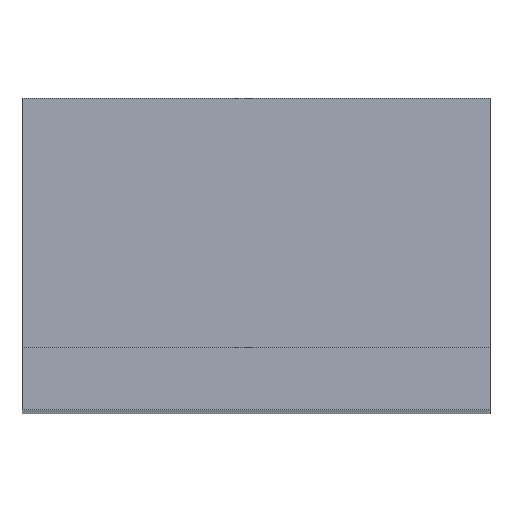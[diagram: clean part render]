
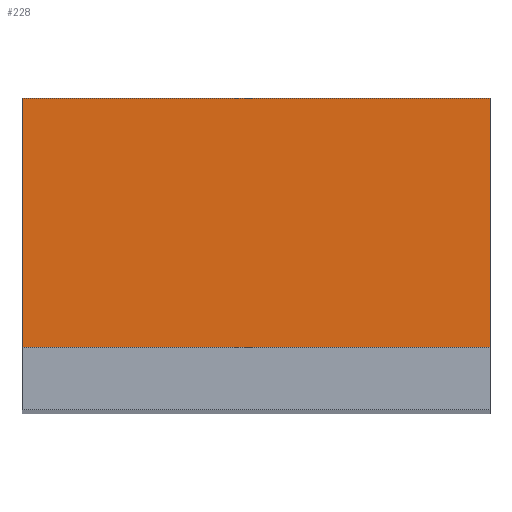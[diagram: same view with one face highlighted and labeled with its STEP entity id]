
A CAD part, top view. The second image highlights one B-rep face of the part: STEP entity #228.
In plain terms, the highlighted planar face has unit normal (0, 0, 1).
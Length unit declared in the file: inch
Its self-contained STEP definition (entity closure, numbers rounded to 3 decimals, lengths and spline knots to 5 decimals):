
#20=PLANE('',#258);
#32=FACE_OUTER_BOUND('',#44,.T.);
#44=EDGE_LOOP('',(#175,#176,#177,#178));
#63=LINE('',#352,#89);
#64=LINE('',#354,#90);
#65=LINE('',#356,#91);
#66=LINE('',#357,#92);
#89=VECTOR('',#291,0.3937);
#90=VECTOR('',#292,0.3937);
#91=VECTOR('',#293,0.3937);
#92=VECTOR('',#294,0.3937);
#121=VERTEX_POINT('',#350);
#122=VERTEX_POINT('',#351);
#123=VERTEX_POINT('',#353);
#124=VERTEX_POINT('',#355);
#143=EDGE_CURVE('',#121,#122,#63,.T.);
#144=EDGE_CURVE('',#121,#123,#64,.T.);
#145=EDGE_CURVE('',#124,#123,#65,.T.);
#146=EDGE_CURVE('',#122,#124,#66,.T.);
#175=ORIENTED_EDGE('',*,*,#143,.F.);
#176=ORIENTED_EDGE('',*,*,#144,.T.);
#177=ORIENTED_EDGE('',*,*,#145,.F.);
#178=ORIENTED_EDGE('',*,*,#146,.F.);
#228=ADVANCED_FACE('',(#32),#20,.T.);
#258=AXIS2_PLACEMENT_3D('',#349,#289,#290);
#289=DIRECTION('center_axis',(0.,0.,1.));
#290=DIRECTION('ref_axis',(1.,0.,0.));
#291=DIRECTION('',(-1.,0.,0.));
#292=DIRECTION('',(0.,1.,0.));
#293=DIRECTION('',(1.,0.,0.));
#294=DIRECTION('',(0.,1.,0.));
#349=CARTESIAN_POINT('Origin',(0.,0.1,-0.375));
#350=CARTESIAN_POINT('',(0.75,0.1,-0.375));
#351=CARTESIAN_POINT('',(0.,0.1,-0.375));
#352=CARTESIAN_POINT('',(0.1875,0.1,-0.375));
#353=CARTESIAN_POINT('',(0.75,0.5,-0.375));
#354=CARTESIAN_POINT('',(0.75,0.1,-0.375));
#355=CARTESIAN_POINT('',(0.,0.5,-0.375));
#356=CARTESIAN_POINT('',(0.75,0.5,-0.375));
#357=CARTESIAN_POINT('',(0.,0.1,-0.375));
